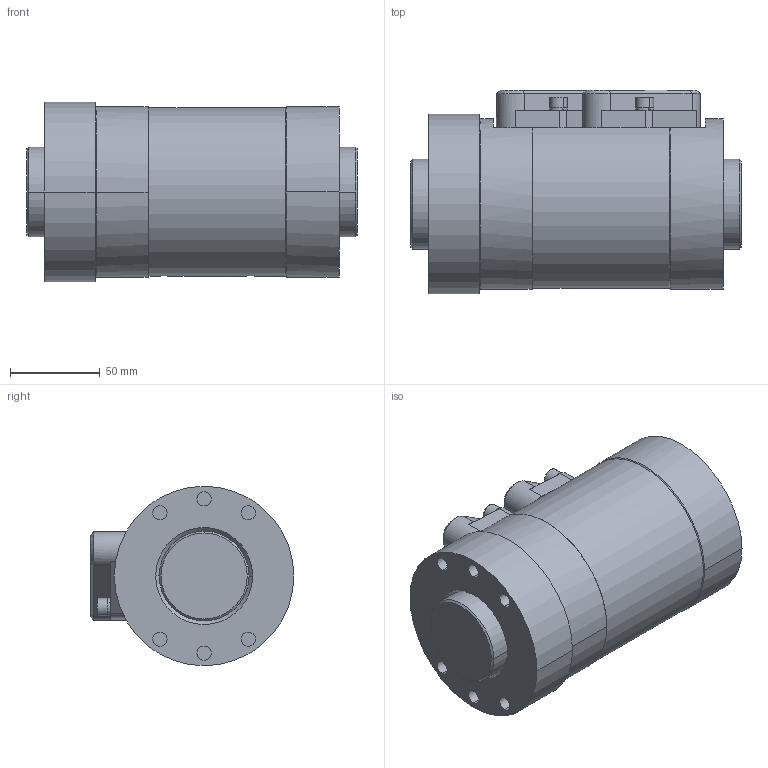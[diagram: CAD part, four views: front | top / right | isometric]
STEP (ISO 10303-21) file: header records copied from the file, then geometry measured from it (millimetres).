
FILE_DESCRIPTION((''),'2;1');
FILE_NAME('HSP5016FC_ASM','2024-01-22T19:58:13',('10033988'),(''),'CREO PARAMETRIC BY PTC INC, 2019080','CREO PARAMETRIC BY PTC INC, 2019080','');
FILE_SCHEMA(('CONFIG_CONTROL_DESIGN'));
Length unit declared in the file: millimetre
Products named in the file (8): NUT_HSP5016_; SHAFT_HSP5016_; LOCKER_HSP5016_; SOCKET_HEAD_CAP_SCREW_ISOISO_47; SPRING_LOCK_WASHERS--NORMAL_TYP; SOCKERS_M6__ASM; LOCKERS_HSP5016__ASM; HSP5016FC_ASM
Assembly tree (9 placements, depth 4):
  HSP5016FC_ASM
    NUT_HSP5016_
    SHAFT_HSP5016_
    LOCKERS_HSP5016__ASM  x2
      LOCKER_HSP5016_
      SOCKERS_M6__ASM
        SOCKET_HEAD_CAP_SCREW_ISOISO_47
        SPRING_LOCK_WASHERS--NORMAL_TYP
Bounding box: 184 x 113.5 x 100 mm (x, y, z)
Volume: 1264373 mm3; surface area: 142083.8 mm2
Topology: 12 solids, 12 shells, 663 faces, 1664 edges, 1032 vertices
Faces by surface type: cone 310, cylinder 219, plane 116, torus 18
Entity records: 7140 total; most frequent: CARTESIAN_POINT 1445, DIRECTION 1322, ORIENTED_EDGE 1080, AXIS2_PLACEMENT_3D 548, EDGE_CURVE 540, VERTEX_POINT 339, CIRCLE 302, EDGE_LOOP 243
